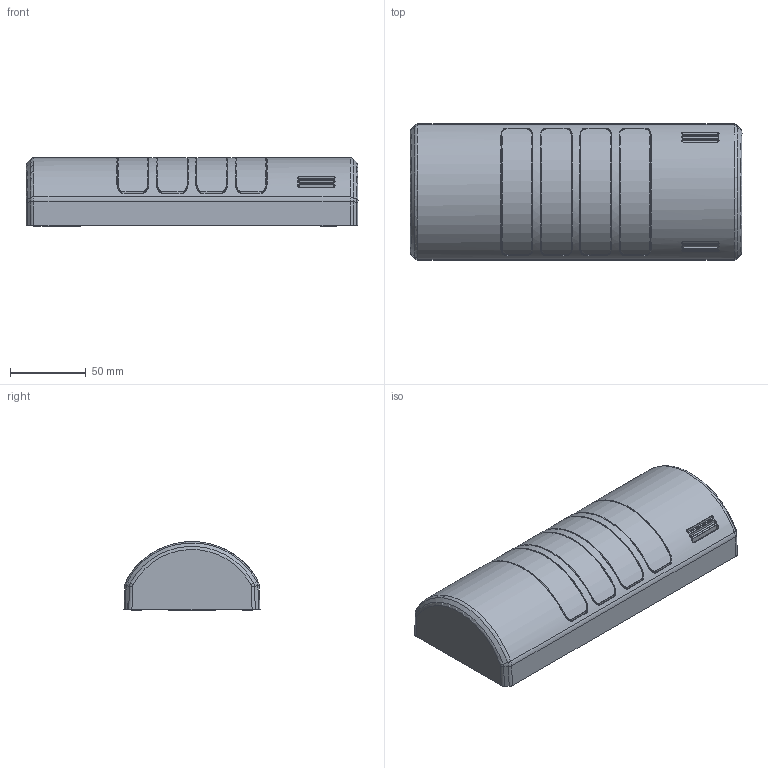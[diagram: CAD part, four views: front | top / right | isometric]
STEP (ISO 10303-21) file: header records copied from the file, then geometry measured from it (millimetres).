
FILE_DESCRIPTION(/* description */ (''),/* implementation_level */ '2;1');
FILE_NAME(/* name */ 'HD4.stp',/* time_stamp */ '2014-05-28T09:29:53+02:00',/* author */ (''),/* organization */ (''),/* preprocessor_version */ 'ST-DEVELOPER v11',/* originating_system */ 'SIEMENS PLM Software NX 7.5',/* authorisation */ '');
FILE_SCHEMA (('AUTOMOTIVE_DESIGN { 1 0 10303 214 1 1 1 1 }'));
Length unit declared in the file: millimetre
Products named in the file (1): m.neE6739nod
Bounding box: 219.6 x 90 x 45.5 mm (x, y, z)
Volume: 675774.6 mm3; surface area: 76563.6 mm2
Topology: 1 solids, 6 shells, 829 faces, 2151 edges, 1376 vertices
Faces by surface type: plane 406, cylinder 267, bspline 82, torus 32, cone 28, extrusion 14
Entity records: 41431 total; most frequent: CARTESIAN_POINT 22404, ORIENTED_EDGE 4302, DIRECTION 3360, EDGE_CURVE 2151, VERTEX_POINT 1376, AXIS2_PLACEMENT_3D 1160, VECTOR 1040, LINE 1026
